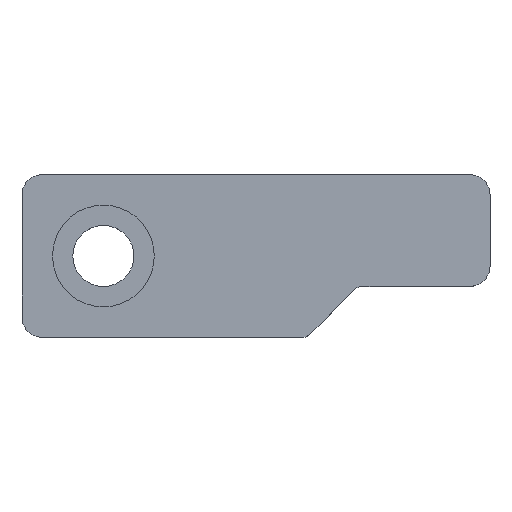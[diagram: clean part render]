
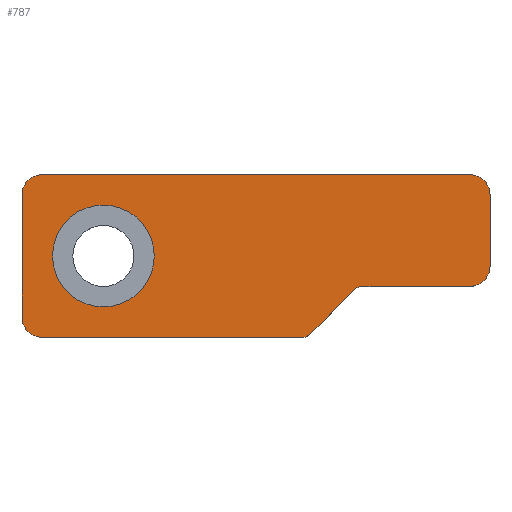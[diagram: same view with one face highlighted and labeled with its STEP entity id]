
A CAD part, top view. The second image highlights one B-rep face of the part: STEP entity #787.
In plain terms, the highlighted planar face has unit normal (0, 0, 1).
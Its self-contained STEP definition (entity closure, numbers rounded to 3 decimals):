
#291=CARTESIAN_POINT('',(9.793,-3.5,1.6));
#292=DIRECTION('',(0.,0.,1.));
#293=DIRECTION('',(0.,-1.,0.));
#294=AXIS2_PLACEMENT_3D('',#291,#292,#293);
#299=CARTESIAN_POINT('',(-3.,-3.,1.6));
#300=DIRECTION('',(0.,0.,1.));
#301=DIRECTION('',(-0.707,-0.707,0.));
#302=AXIS2_PLACEMENT_3D('',#299,#300,#301);
#307=CARTESIAN_POINT('',(-3.,-3.,1.6));
#308=DIRECTION('',(0.,0.,1.));
#309=DIRECTION('',(-1.,0.,0.));
#310=AXIS2_PLACEMENT_3D('',#307,#308,#309);
#315=CARTESIAN_POINT('',(-3.,3.,1.6));
#316=DIRECTION('',(0.,0.,1.));
#317=DIRECTION('',(-0.707,0.707,0.));
#318=AXIS2_PLACEMENT_3D('',#315,#316,#317);
#323=CARTESIAN_POINT('',(-3.,3.,1.6));
#324=DIRECTION('',(0.,0.,1.));
#325=DIRECTION('',(0.,1.,0.));
#326=AXIS2_PLACEMENT_3D('',#323,#324,#325);
#331=CARTESIAN_POINT('',(18.,3.,1.6));
#332=DIRECTION('',(0.,0.,1.));
#333=DIRECTION('',(0.707,0.707,0.));
#334=AXIS2_PLACEMENT_3D('',#331,#332,#333);
#339=CARTESIAN_POINT('',(18.,3.,1.6));
#340=DIRECTION('',(0.,0.,1.));
#341=DIRECTION('',(1.,0.,0.));
#342=AXIS2_PLACEMENT_3D('',#339,#340,#341);
#347=CARTESIAN_POINT('',(18.,-0.5,1.6));
#348=DIRECTION('',(0.,0.,1.));
#349=DIRECTION('',(0.707,-0.707,0.));
#350=AXIS2_PLACEMENT_3D('',#347,#348,#349);
#355=CARTESIAN_POINT('',(18.,-0.5,1.6));
#356=DIRECTION('',(0.,0.,1.));
#357=DIRECTION('',(0.,-1.,0.));
#358=AXIS2_PLACEMENT_3D('',#355,#356,#357);
#363=CARTESIAN_POINT('',(12.707,-2.,1.6));
#364=DIRECTION('',(0.,0.,-1.));
#365=DIRECTION('',(-0.383,0.924,0.));
#366=AXIS2_PLACEMENT_3D('',#363,#364,#365);
#371=CARTESIAN_POINT('',(12.707,-2.,1.6));
#372=DIRECTION('',(0.,0.,-1.));
#373=DIRECTION('',(-0.707,0.707,0.));
#374=AXIS2_PLACEMENT_3D('',#371,#372,#373);
#379=DIRECTION('',(0.707,0.707,0.));
#380=VECTOR('',#379,3.121);
#381=CARTESIAN_POINT('',(10.146,-3.854,1.6));
#382=LINE('',#381,#380);
#386=CARTESIAN_POINT('',(9.793,-3.5,1.6));
#387=DIRECTION('',(0.,0.,1.));
#388=DIRECTION('',(0.383,-0.924,0.));
#389=AXIS2_PLACEMENT_3D('',#386,#387,#388);
#394=CARTESIAN_POINT('',(0.,0.,1.6));
#395=DIRECTION('',(0.,0.,-1.));
#396=DIRECTION('',(-1.,0.,0.));
#397=AXIS2_PLACEMENT_3D('',#394,#395,#396);
#402=CARTESIAN_POINT('',(0.,0.,1.6));
#403=DIRECTION('',(0.,0.,-1.));
#404=DIRECTION('',(1.,0.,0.));
#405=AXIS2_PLACEMENT_3D('',#402,#403,#404);
#410=DIRECTION('',(-1.,0.,0.));
#411=VECTOR('',#410,12.793);
#412=CARTESIAN_POINT('',(9.793,-4.,1.6));
#413=LINE('',#412,#411);
#431=DIRECTION('',(0.,1.,0.));
#432=VECTOR('',#431,6.);
#433=CARTESIAN_POINT('',(-4.,-3.,1.6));
#434=LINE('',#433,#432);
#452=DIRECTION('',(1.,0.,0.));
#453=VECTOR('',#452,21.);
#454=CARTESIAN_POINT('',(-3.,4.,1.6));
#455=LINE('',#454,#453);
#473=DIRECTION('',(0.,-1.,0.));
#474=VECTOR('',#473,3.5);
#475=CARTESIAN_POINT('',(19.,3.,1.6));
#476=LINE('',#475,#474);
#494=DIRECTION('',(-1.,0.,0.));
#495=VECTOR('',#494,5.293);
#496=CARTESIAN_POINT('',(18.,-1.5,1.6));
#497=LINE('',#496,#495);
#574=CARTESIAN_POINT('',(12.707,-1.5,1.6));
#575=VERTEX_POINT('',#574);
#576=CARTESIAN_POINT('',(12.354,-1.646,1.6));
#577=VERTEX_POINT('',#576);
#578=CARTESIAN_POINT('',(9.793,-4.,1.6));
#579=CARTESIAN_POINT('',(9.984,-3.962,1.6));
#580=VERTEX_POINT('',#578);
#581=VERTEX_POINT('',#579);
#582=CARTESIAN_POINT('',(10.146,-3.854,1.6));
#583=VERTEX_POINT('',#582);
#586=CARTESIAN_POINT('',(18.,-1.5,1.6));
#587=VERTEX_POINT('',#586);
#588=CARTESIAN_POINT('',(12.516,-1.538,1.6));
#589=VERTEX_POINT('',#588);
#600=CARTESIAN_POINT('',(-3.,-4.,1.6));
#601=VERTEX_POINT('',#600);
#602=CARTESIAN_POINT('',(18.707,-1.207,1.6));
#603=VERTEX_POINT('',#602);
#604=CARTESIAN_POINT('',(19.,-0.5,1.6));
#605=VERTEX_POINT('',#604);
#610=CARTESIAN_POINT('',(19.,3.,1.6));
#611=CARTESIAN_POINT('',(18.707,3.707,1.6));
#612=VERTEX_POINT('',#610);
#613=VERTEX_POINT('',#611);
#614=CARTESIAN_POINT('',(18.,4.,1.6));
#615=VERTEX_POINT('',#614);
#616=CARTESIAN_POINT('',(-4.,-3.,1.6));
#617=CARTESIAN_POINT('',(-3.707,-3.707,1.6));
#618=VERTEX_POINT('',#616);
#619=VERTEX_POINT('',#617);
#628=CARTESIAN_POINT('',(-4.,3.,1.6));
#629=VERTEX_POINT('',#628);
#634=CARTESIAN_POINT('',(-3.,4.,1.6));
#635=VERTEX_POINT('',#634);
#636=CARTESIAN_POINT('',(-3.707,3.707,1.6));
#637=VERTEX_POINT('',#636);
#648=CARTESIAN_POINT('',(2.5,0.,1.6));
#650=VERTEX_POINT('',#648);
#652=CARTESIAN_POINT('',(-2.5,0.,1.6));
#654=VERTEX_POINT('',#652);
#742=CARTESIAN_POINT('',(7.089,0.387,1.6));
#743=DIRECTION('',(0.,0.,1.));
#744=DIRECTION('',(1.,0.,0.));
#745=AXIS2_PLACEMENT_3D('',#742,#743,#744);
#746=PLANE('',#745);
#747=ORIENTED_EDGE('',*,*,#737,.F.);
#749=ORIENTED_EDGE('',*,*,#748,.T.);
#751=ORIENTED_EDGE('',*,*,#750,.F.);
#753=ORIENTED_EDGE('',*,*,#752,.F.);
#755=ORIENTED_EDGE('',*,*,#754,.T.);
#757=ORIENTED_EDGE('',*,*,#756,.F.);
#759=ORIENTED_EDGE('',*,*,#758,.F.);
#761=ORIENTED_EDGE('',*,*,#760,.T.);
#763=ORIENTED_EDGE('',*,*,#762,.F.);
#765=ORIENTED_EDGE('',*,*,#764,.F.);
#767=ORIENTED_EDGE('',*,*,#766,.T.);
#769=ORIENTED_EDGE('',*,*,#768,.F.);
#771=ORIENTED_EDGE('',*,*,#770,.F.);
#773=ORIENTED_EDGE('',*,*,#772,.T.);
#774=ORIENTED_EDGE('',*,*,#667,.F.);
#775=ORIENTED_EDGE('',*,*,#665,.F.);
#777=ORIENTED_EDGE('',*,*,#776,.F.);
#778=ORIENTED_EDGE('',*,*,#729,.F.);
#779=EDGE_LOOP('',(#747,#749,#751,#753,#755,#757,#759,#761,#763,#765,#767,#769,
#771,#773,#774,#775,#777,#778));
#780=FACE_OUTER_BOUND('',#779,.F.);
#782=ORIENTED_EDGE('',*,*,#781,.F.);
#784=ORIENTED_EDGE('',*,*,#783,.F.);
#785=EDGE_LOOP('',(#782,#784));
#786=FACE_BOUND('',#785,.F.);
#295=CIRCLE('',#294,0.5);
#303=CIRCLE('',#302,1.);
#311=CIRCLE('',#310,1.);
#319=CIRCLE('',#318,1.);
#327=CIRCLE('',#326,1.);
#335=CIRCLE('',#334,1.);
#343=CIRCLE('',#342,1.);
#351=CIRCLE('',#350,1.);
#359=CIRCLE('',#358,1.);
#367=CIRCLE('',#366,0.5);
#375=CIRCLE('',#374,0.5);
#390=CIRCLE('',#389,0.5);
#398=CIRCLE('',#397,2.5);
#406=CIRCLE('',#405,2.5);
#665=EDGE_CURVE('',#577,#589,#375,.T.);
#667=EDGE_CURVE('',#589,#575,#367,.T.);
#729=EDGE_CURVE('',#581,#583,#390,.T.);
#737=EDGE_CURVE('',#580,#581,#295,.T.);
#748=EDGE_CURVE('',#580,#601,#413,.T.);
#750=EDGE_CURVE('',#619,#601,#303,.T.);
#752=EDGE_CURVE('',#618,#619,#311,.T.);
#754=EDGE_CURVE('',#618,#629,#434,.T.);
#756=EDGE_CURVE('',#637,#629,#319,.T.);
#758=EDGE_CURVE('',#635,#637,#327,.T.);
#760=EDGE_CURVE('',#635,#615,#455,.T.);
#762=EDGE_CURVE('',#613,#615,#335,.T.);
#764=EDGE_CURVE('',#612,#613,#343,.T.);
#766=EDGE_CURVE('',#612,#605,#476,.T.);
#768=EDGE_CURVE('',#603,#605,#351,.T.);
#770=EDGE_CURVE('',#587,#603,#359,.T.);
#772=EDGE_CURVE('',#587,#575,#497,.T.);
#776=EDGE_CURVE('',#583,#577,#382,.T.);
#781=EDGE_CURVE('',#654,#650,#398,.T.);
#783=EDGE_CURVE('',#650,#654,#406,.T.);
#787=ADVANCED_FACE('',(#780,#786),#746,.T.);
